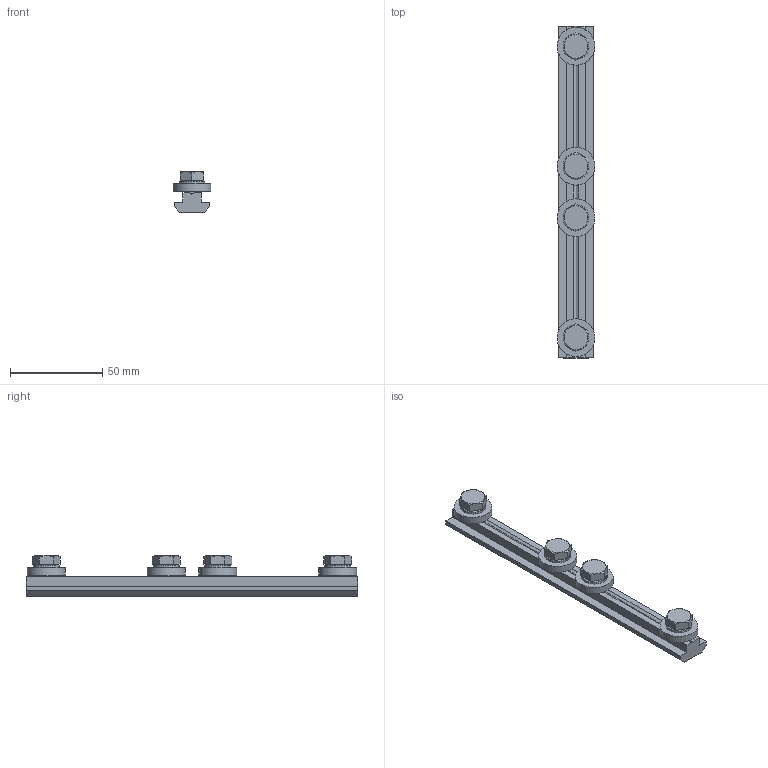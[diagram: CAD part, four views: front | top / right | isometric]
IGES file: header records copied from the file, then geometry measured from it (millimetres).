
Global section: file name: 321312; native system: Autodesk Inventor 2021; preprocessor: unknown; author: Mrówczyńska,,; organization: 11; date: 20221005.112001; units: millimetre
Bounding box: 20.5 x 180 x 22 mm (x, y, z)
Volume: 35558.3 mm3; surface area: 19659.2 mm2
Topology: 13 solids, 13 shells, 143 faces, 331 edges, 218 vertices
Faces by surface type: bspline 143
